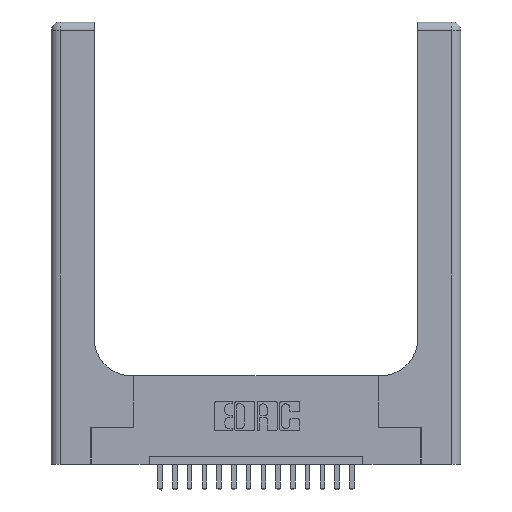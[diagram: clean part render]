
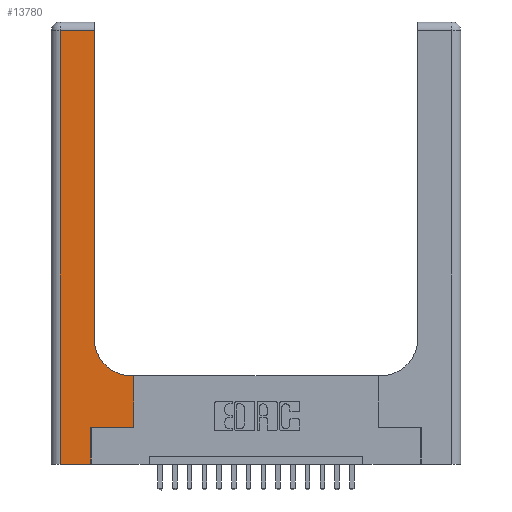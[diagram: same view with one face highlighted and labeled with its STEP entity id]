
A CAD part, top view. The second image highlights one B-rep face of the part: STEP entity #13780.
In plain terms, the highlighted planar face has unit normal (0, 0, 1).
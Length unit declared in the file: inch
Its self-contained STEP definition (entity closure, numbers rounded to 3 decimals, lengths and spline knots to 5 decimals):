
#44 = DIRECTION ( 'NONE',  ( 0., 0., -1. ) ) ;
#91 = CARTESIAN_POINT ( 'NONE',  ( 0., 3., 0.37 ) ) ;
#805 = CIRCLE ( 'NONE', #10017, 0.25 ) ;
#883 = EDGE_CURVE ( 'NONE', #11647, #19091, #16471, .T. ) ;
#928 = VECTOR ( 'NONE', #6637, 39.37008 ) ;
#1202 = ORIENTED_EDGE ( 'NONE', *, *, #1842, .T. ) ;
#1842 = EDGE_CURVE ( 'NONE', #4171, #5315, #12392, .T. ) ;
#1925 = LINE ( 'NONE', #2189, #13537 ) ;
#2032 = LINE ( 'NONE', #4282, #17160 ) ;
#2189 = CARTESIAN_POINT ( 'NONE',  ( 0.269, 0., 0.37 ) ) ;
#2334 = CARTESIAN_POINT ( 'NONE',  ( 0.06, 2.94, 0.37 ) ) ;
#3021 = VERTEX_POINT ( 'NONE', #6489 ) ;
#3132 = EDGE_LOOP ( 'NONE', ( #16030, #1202, #4353, #15006, #8656, #7642, #11587, #6962, #10855 ) ) ;
#3158 = DIRECTION ( 'NONE',  ( 0., 0., -1. ) ) ;
#3715 = VECTOR ( 'NONE', #4763, 39.37008 ) ;
#4050 = LINE ( 'NONE', #10881, #928 ) ;
#4135 = EDGE_CURVE ( 'NONE', #3021, #17742, #8786, .T. ) ;
#4171 = VERTEX_POINT ( 'NONE', #18585 ) ;
#4282 = CARTESIAN_POINT ( 'NONE',  ( 0.06, 3., 0.37 ) ) ;
#4353 = ORIENTED_EDGE ( 'NONE', *, *, #8600, .T. ) ;
#4734 = CARTESIAN_POINT ( 'NONE',  ( 0.269, 0., 0.37 ) ) ;
#4763 = DIRECTION ( 'NONE',  ( 1., 0., 0. ) ) ;
#5315 = VERTEX_POINT ( 'NONE', #2334 ) ;
#5938 = FACE_OUTER_BOUND ( 'NONE', #3132, .T. ) ;
#6193 = DIRECTION ( 'NONE',  ( 1., 0., 0. ) ) ;
#6489 = CARTESIAN_POINT ( 'NONE',  ( 0.06, 0., 0.37 ) ) ;
#6637 = DIRECTION ( 'NONE',  ( 0., 1., 0. ) ) ;
#6962 = ORIENTED_EDGE ( 'NONE', *, *, #883, .T. ) ;
#7126 = CARTESIAN_POINT ( 'NONE',  ( 0., 2.94, 0.37 ) ) ;
#7561 = DIRECTION ( 'NONE',  ( 1., 0., 0. ) ) ;
#7591 = CARTESIAN_POINT ( 'NONE',  ( 0.5585, 0.25, 0.37 ) ) ;
#7642 = ORIENTED_EDGE ( 'NONE', *, *, #8618, .T. ) ;
#7677 = CARTESIAN_POINT ( 'NONE',  ( 0.5415, 0.85, 0.37 ) ) ;
#8428 = CARTESIAN_POINT ( 'NONE',  ( 0.5585, 0.25, 0.37 ) ) ;
#8600 = EDGE_CURVE ( 'NONE', #5315, #3021, #2032, .T. ) ;
#8618 = EDGE_CURVE ( 'NONE', #15714, #13071, #13879, .T. ) ;
#8656 = ORIENTED_EDGE ( 'NONE', *, *, #19146, .T. ) ;
#8786 = LINE ( 'NONE', #9203, #17554 ) ;
#9040 = PLANE ( 'NONE',  #9223 ) ;
#9203 = CARTESIAN_POINT ( 'NONE',  ( 0., 0., 0.37 ) ) ;
#9223 = AXIS2_PLACEMENT_3D ( 'NONE', #91, #3158, #10682 ) ;
#9236 = DIRECTION ( 'NONE',  ( 0., 1., 0. ) ) ;
#9382 = CARTESIAN_POINT ( 'NONE',  ( 0.2915, 0.85, 0.37 ) ) ;
#9445 = VECTOR ( 'NONE', #9236, 39.37008 ) ;
#10017 = AXIS2_PLACEMENT_3D ( 'NONE', #7677, #44, #6193 ) ;
#10682 = DIRECTION ( 'NONE',  ( -1., 0., 0. ) ) ;
#10855 = ORIENTED_EDGE ( 'NONE', *, *, #17644, .T. ) ;
#10881 = CARTESIAN_POINT ( 'NONE',  ( 0.2915, 3., 0.37 ) ) ;
#11587 = ORIENTED_EDGE ( 'NONE', *, *, #13898, .T. ) ;
#11647 = VERTEX_POINT ( 'NONE', #18895 ) ;
#12044 = EDGE_CURVE ( 'NONE', #18304, #4171, #4050, .T. ) ;
#12156 = DIRECTION ( 'NONE',  ( 0., -1., 0. ) ) ;
#12184 = CARTESIAN_POINT ( 'NONE',  ( 0.269, 0.25, 0.37 ) ) ;
#12392 = LINE ( 'NONE', #7126, #18322 ) ;
#12739 = LINE ( 'NONE', #7591, #9445 ) ;
#12785 = DIRECTION ( 'NONE',  ( 0., 1., 0. ) ) ;
#13071 = VERTEX_POINT ( 'NONE', #8428 ) ;
#13112 = DIRECTION ( 'NONE',  ( -1., 0., 0. ) ) ;
#13537 = VECTOR ( 'NONE', #12785, 39.37008 ) ;
#13780 = ADVANCED_FACE ( 'NONE', ( #5938 ), #9040, .F. ) ;
#13879 = LINE ( 'NONE', #12184, #3715 ) ;
#13898 = EDGE_CURVE ( 'NONE', #13071, #11647, #12739, .T. ) ;
#14183 = CARTESIAN_POINT ( 'NONE',  ( 0.5415, 0.6, 0.37 ) ) ;
#15006 = ORIENTED_EDGE ( 'NONE', *, *, #4135, .T. ) ;
#15714 = VERTEX_POINT ( 'NONE', #18424 ) ;
#16030 = ORIENTED_EDGE ( 'NONE', *, *, #12044, .T. ) ;
#16471 = LINE ( 'NONE', #17019, #18616 ) ;
#17019 = CARTESIAN_POINT ( 'NONE',  ( 0.2915, 0.6, 0.37 ) ) ;
#17160 = VECTOR ( 'NONE', #12156, 39.37008 ) ;
#17554 = VECTOR ( 'NONE', #7561, 39.37008 ) ;
#17644 = EDGE_CURVE ( 'NONE', #19091, #18304, #805, .T. ) ;
#17742 = VERTEX_POINT ( 'NONE', #4734 ) ;
#18304 = VERTEX_POINT ( 'NONE', #9382 ) ;
#18322 = VECTOR ( 'NONE', #13112, 39.37008 ) ;
#18424 = CARTESIAN_POINT ( 'NONE',  ( 0.269, 0.25, 0.37 ) ) ;
#18442 = DIRECTION ( 'NONE',  ( -1., 0., 0. ) ) ;
#18585 = CARTESIAN_POINT ( 'NONE',  ( 0.2915, 2.94, 0.37 ) ) ;
#18616 = VECTOR ( 'NONE', #18442, 39.37008 ) ;
#18895 = CARTESIAN_POINT ( 'NONE',  ( 0.5585, 0.6, 0.37 ) ) ;
#19091 = VERTEX_POINT ( 'NONE', #14183 ) ;
#19146 = EDGE_CURVE ( 'NONE', #17742, #15714, #1925, .T. ) ;
